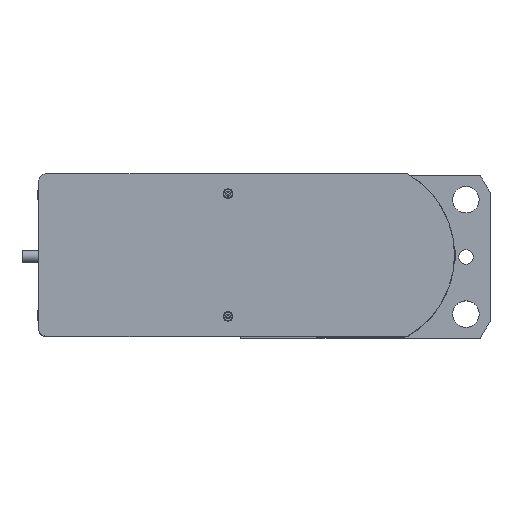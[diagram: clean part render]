
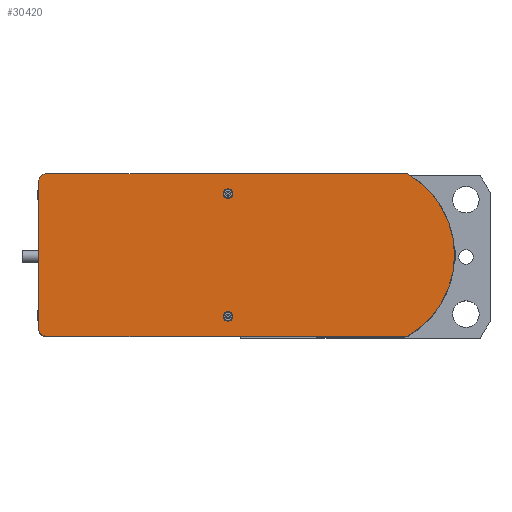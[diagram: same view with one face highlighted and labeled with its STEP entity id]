
A CAD part, top view. The second image highlights one B-rep face of the part: STEP entity #30420.
In plain terms, the highlighted planar face has unit normal (0, 0, 1).
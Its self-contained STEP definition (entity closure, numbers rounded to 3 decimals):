
#1620=FACE_BOUND('',#9474,.T.);
#1621=FACE_BOUND('',#9475,.T.);
#2878=LINE('',#53179,#5453);
#2881=LINE('',#53189,#5456);
#2884=LINE('',#53197,#5459);
#5453=VECTOR('',#37285,10.);
#5456=VECTOR('',#37296,10.);
#5459=VECTOR('',#37307,10.);
#7650=FACE_OUTER_BOUND('',#9473,.T.);
#9473=EDGE_LOOP('',(#22550,#22551,#22552,#22553,#22554,#22555));
#9474=EDGE_LOOP('',(#22556));
#9475=EDGE_LOOP('',(#22557));
#10552=CIRCLE('',#31596,4.);
#10554=CIRCLE('',#31607,4.);
#10932=CIRCLE('',#32522,78.);
#10933=CIRCLE('',#32525,6.6);
#10936=CIRCLE('',#32530,6.6);
#11685=VERTEX_POINT('',#42180);
#11699=VERTEX_POINT('',#42224);
#12852=VERTEX_POINT('',#53172);
#12853=VERTEX_POINT('',#53174);
#12854=VERTEX_POINT('',#53178);
#12855=VERTEX_POINT('',#53182);
#12857=VERTEX_POINT('',#53188);
#12858=VERTEX_POINT('',#53193);
#14540=EDGE_CURVE('',#11685,#11685,#10552,.T.);
#14561=EDGE_CURVE('',#11699,#11699,#10554,.T.);
#16315=EDGE_CURVE('',#12853,#12852,#10932,.T.);
#16317=EDGE_CURVE('',#12854,#12853,#2878,.T.);
#16319=EDGE_CURVE('',#12855,#12854,#10933,.T.);
#16322=EDGE_CURVE('',#12857,#12855,#2881,.T.);
#16325=EDGE_CURVE('',#12858,#12857,#10936,.T.);
#16327=EDGE_CURVE('',#12852,#12858,#2884,.T.);
#22550=ORIENTED_EDGE('',*,*,#16327,.T.);
#22551=ORIENTED_EDGE('',*,*,#16325,.T.);
#22552=ORIENTED_EDGE('',*,*,#16322,.T.);
#22553=ORIENTED_EDGE('',*,*,#16319,.T.);
#22554=ORIENTED_EDGE('',*,*,#16317,.T.);
#22555=ORIENTED_EDGE('',*,*,#16315,.T.);
#22556=ORIENTED_EDGE('',*,*,#14540,.T.);
#22557=ORIENTED_EDGE('',*,*,#14561,.T.);
#27473=PLANE('',#32532);
#30420=ADVANCED_FACE('',(#7650,#1620,#1621),#27473,.T.);
#31596=AXIS2_PLACEMENT_3D('',#42181,#34439,#34440);
#31607=AXIS2_PLACEMENT_3D('',#42225,#34480,#34481);
#32522=AXIS2_PLACEMENT_3D('',#53175,#37280,#37281);
#32525=AXIS2_PLACEMENT_3D('',#53183,#37289,#37290);
#32530=AXIS2_PLACEMENT_3D('',#53194,#37302,#37303);
#32532=AXIS2_PLACEMENT_3D('',#53198,#37308,#37309);
#34439=DIRECTION('center_axis',(0.,0.,
-1.));
#34440=DIRECTION('ref_axis',(-1.,0.,0.));
#34480=DIRECTION('center_axis',(0.,0.,
-1.));
#34481=DIRECTION('ref_axis',(-1.,0.,0.));
#37280=DIRECTION('center_axis',(0.,0.,
1.));
#37281=DIRECTION('ref_axis',(-0.865,-0.501,0.));
#37285=DIRECTION('',(0.,-1.,0.));
#37289=DIRECTION('center_axis',(0.,0.,
1.));
#37290=DIRECTION('ref_axis',(0.,1.,0.));
#37296=DIRECTION('',(-1.,0.,0.));
#37302=DIRECTION('center_axis',(0.,0.,
1.));
#37303=DIRECTION('ref_axis',(1.,0.,0.));
#37307=DIRECTION('',(0.,1.,0.));
#37308=DIRECTION('center_axis',(0.,0.,
1.));
#37309=DIRECTION('ref_axis',(0.,-1.,0.));
#42180=CARTESIAN_POINT('',(-47.,110.,917.));
#42181=CARTESIAN_POINT('Origin',(-51.,110.,917.));
#42224=CARTESIAN_POINT('',(55.,110.,917.));
#42225=CARTESIAN_POINT('Origin',(51.,110.,917.));
#53172=CARTESIAN_POINT('',(67.5,-39.086,917.));
#53174=CARTESIAN_POINT('',(-67.5,-39.086,917.));
#53175=CARTESIAN_POINT('Origin',(0.,0.,
917.));
#53178=CARTESIAN_POINT('',(-67.5,260.4,917.));
#53179=CARTESIAN_POINT('',(-67.5,260.4,917.));
#53182=CARTESIAN_POINT('',(-60.9,267.,917.));
#53183=CARTESIAN_POINT('Origin',(-60.9,260.4,917.));
#53188=CARTESIAN_POINT('',(60.9,267.,917.));
#53189=CARTESIAN_POINT('',(60.9,267.,917.));
#53193=CARTESIAN_POINT('',(67.5,260.4,917.));
#53194=CARTESIAN_POINT('Origin',(60.9,260.4,917.));
#53197=CARTESIAN_POINT('',(67.5,-39.086,917.));
#53198=CARTESIAN_POINT('Origin',(0.,110.654,
917.));
